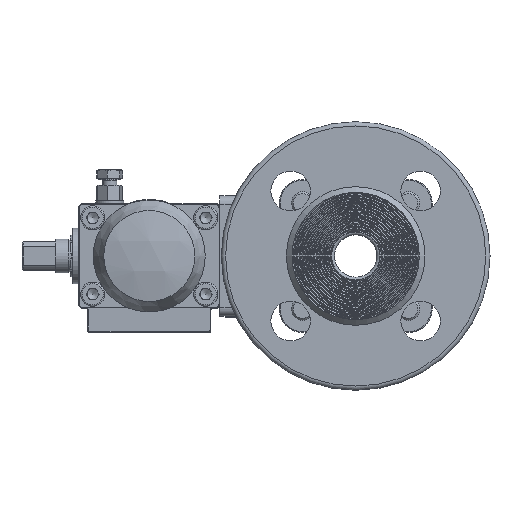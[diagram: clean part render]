
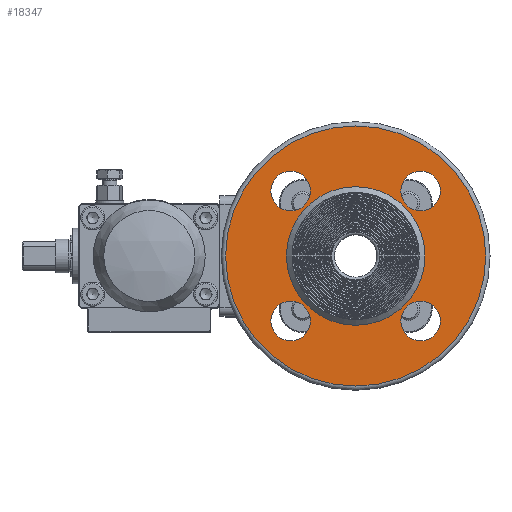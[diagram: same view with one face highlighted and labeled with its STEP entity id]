
A CAD part, left-side view. The second image highlights one B-rep face of the part: STEP entity #18347.
In plain terms, the highlighted planar face has unit normal (-1, 0, 0).
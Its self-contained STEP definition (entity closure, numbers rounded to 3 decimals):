
#2461=PLANE('',#20278);
#6441=ORIENTED_EDGE('',*,*,#10336,.T.);
#6442=ORIENTED_EDGE('',*,*,#10337,.F.);
#6443=ORIENTED_EDGE('',*,*,#10338,.F.);
#6444=ORIENTED_EDGE('',*,*,#10339,.F.);
#6445=ORIENTED_EDGE('',*,*,#10340,.F.);
#6446=ORIENTED_EDGE('',*,*,#10341,.F.);
#10336=EDGE_CURVE('',#12361,#12361,#13527,.T.);
#10337=EDGE_CURVE('',#12362,#12362,#13528,.T.);
#10338=EDGE_CURVE('',#12363,#12363,#13529,.T.);
#10339=EDGE_CURVE('',#12364,#12364,#13530,.T.);
#10340=EDGE_CURVE('',#12365,#12365,#13531,.T.);
#10341=EDGE_CURVE('',#12366,#12366,#13532,.T.);
#12361=VERTEX_POINT('',#53637);
#12362=VERTEX_POINT('',#53639);
#12363=VERTEX_POINT('',#53641);
#12364=VERTEX_POINT('',#53643);
#12365=VERTEX_POINT('',#53645);
#12366=VERTEX_POINT('',#53647);
#13527=CIRCLE('',#20279,46.);
#13528=CIRCLE('',#20280,24.5);
#13529=CIRCLE('',#20281,7.);
#13530=CIRCLE('',#20282,7.);
#13531=CIRCLE('',#20283,7.);
#13532=CIRCLE('',#20284,7.);
#14796=EDGE_LOOP('',(#6441));
#14797=EDGE_LOOP('',(#6442));
#14798=EDGE_LOOP('',(#6443));
#14799=EDGE_LOOP('',(#6444));
#14800=EDGE_LOOP('',(#6445));
#14801=EDGE_LOOP('',(#6446));
#16502=FACE_BOUND('',#14796,.T.);
#16503=FACE_BOUND('',#14797,.T.);
#16504=FACE_BOUND('',#14798,.T.);
#16505=FACE_BOUND('',#14799,.T.);
#16506=FACE_BOUND('',#14800,.T.);
#16507=FACE_BOUND('',#14801,.T.);
#18347=ADVANCED_FACE('',(#16502,#16503,#16504,#16505,#16506,#16507),#2461,
 .F.);
#20278=AXIS2_PLACEMENT_3D('',#53635,#23917,#23918);
#20279=AXIS2_PLACEMENT_3D('',#53636,#23919,#23920);
#20280=AXIS2_PLACEMENT_3D('',#53638,#23921,#23922);
#20281=AXIS2_PLACEMENT_3D('',#53640,#23923,#23924);
#20282=AXIS2_PLACEMENT_3D('',#53642,#23925,#23926);
#20283=AXIS2_PLACEMENT_3D('',#53644,#23927,#23928);
#20284=AXIS2_PLACEMENT_3D('',#53646,#23929,#23930);
#23917=DIRECTION('',(1.,0.,0.));
#23918=DIRECTION('',(0.,0.,-1.));
#23919=DIRECTION('',(-1.,0.,0.));
#23920=DIRECTION('',(0.,0.,1.));
#23921=DIRECTION('',(-1.,0.,0.));
#23922=DIRECTION('',(0.,0.,1.));
#23923=DIRECTION('',(-1.,0.,0.));
#23924=DIRECTION('',(0.,0.,1.));
#23925=DIRECTION('',(-1.,0.,0.));
#23926=DIRECTION('',(0.,0.,1.));
#23927=DIRECTION('',(-1.,0.,0.));
#23928=DIRECTION('',(0.,0.,1.));
#23929=DIRECTION('',(-1.,0.,0.));
#23930=DIRECTION('',(0.,0.,1.));
#53635=CARTESIAN_POINT('',(2.8,24.5,0.));
#53636=CARTESIAN_POINT('',(2.8,0.,0.));
#53637=CARTESIAN_POINT('',(2.8,0.,46.));
#53638=CARTESIAN_POINT('',(2.8,0.,0.));
#53639=CARTESIAN_POINT('',(2.8,0.,24.5));
#53640=CARTESIAN_POINT('',(2.8,22.981,22.981));
#53641=CARTESIAN_POINT('',(2.8,22.981,29.981));
#53642=CARTESIAN_POINT('',(2.8,-22.981,22.981));
#53643=CARTESIAN_POINT('',(2.8,-22.981,29.981));
#53644=CARTESIAN_POINT('',(2.8,-22.981,-22.981));
#53645=CARTESIAN_POINT('',(2.8,-22.981,-15.981));
#53646=CARTESIAN_POINT('',(2.8,22.981,-22.981));
#53647=CARTESIAN_POINT('',(2.8,22.981,-15.981));
